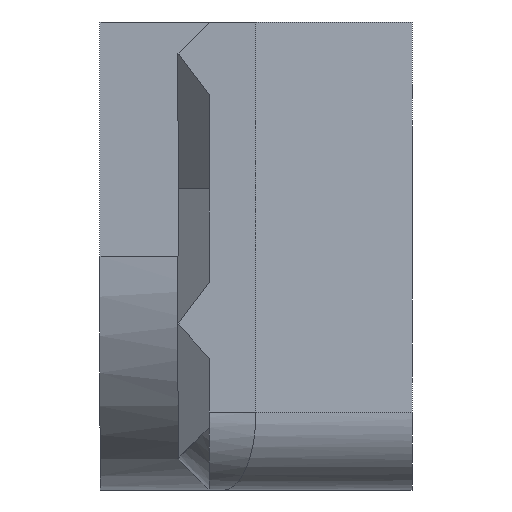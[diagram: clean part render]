
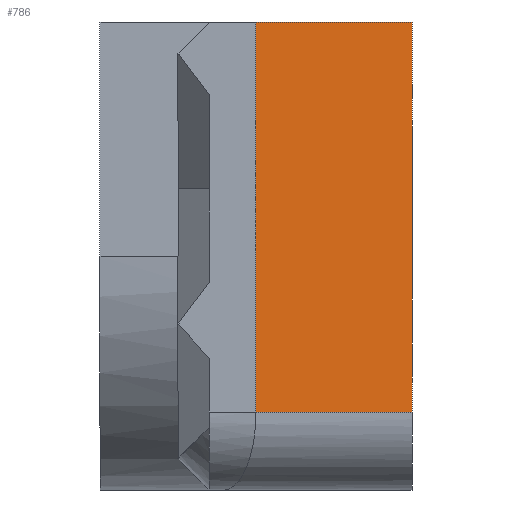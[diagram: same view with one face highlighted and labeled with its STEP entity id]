
A CAD part, left-side view. The second image highlights one B-rep face of the part: STEP entity #786.
In plain terms, the highlighted planar face has unit normal (-0.707, -0.707, 0).
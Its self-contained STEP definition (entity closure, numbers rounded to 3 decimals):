
#39=PLANE('',#864);
#80=FACE_OUTER_BOUND('',#127,.T.);
#127=EDGE_LOOP('',(#607,#608,#609,#610));
#207=LINE('',#1246,#300);
#208=LINE('',#1249,#301);
#209=LINE('',#1251,#302);
#210=LINE('',#1252,#303);
#300=VECTOR('',#999,1000.);
#301=VECTOR('',#1002,1000.);
#302=VECTOR('',#1003,1000.);
#303=VECTOR('',#1004,1000.);
#402=VERTEX_POINT('',#1236);
#405=VERTEX_POINT('',#1244);
#406=VERTEX_POINT('',#1248);
#407=VERTEX_POINT('',#1250);
#482=EDGE_CURVE('',#402,#405,#207,.T.);
#483=EDGE_CURVE('',#405,#406,#208,.T.);
#484=EDGE_CURVE('',#407,#406,#209,.T.);
#485=EDGE_CURVE('',#402,#407,#210,.T.);
#607=ORIENTED_EDGE('',*,*,#482,.T.);
#608=ORIENTED_EDGE('',*,*,#483,.T.);
#609=ORIENTED_EDGE('',*,*,#484,.F.);
#610=ORIENTED_EDGE('',*,*,#485,.F.);
#786=ADVANCED_FACE('',(#80),#39,.F.);
#864=AXIS2_PLACEMENT_3D('',#1247,#1000,#1001);
#999=DIRECTION('',(0.,0.,-1.));
#1000=DIRECTION('center_axis',(0.707,0.707,0.));
#1001=DIRECTION('ref_axis',(-0.707,0.707,0.));
#1002=DIRECTION('',(0.707,-0.707,0.));
#1003=DIRECTION('',(0.,0.,-1.));
#1004=DIRECTION('',(0.707,-0.707,0.));
#1236=CARTESIAN_POINT('',(0.,-0.6,6.));
#1244=CARTESIAN_POINT('',(0.,-0.6,1.));
#1246=CARTESIAN_POINT('',(0.,-0.6,6.));
#1247=CARTESIAN_POINT('Origin',(2.,-2.6,6.));
#1248=CARTESIAN_POINT('',(2.,-2.6,1.));
#1249=CARTESIAN_POINT('',(2.,-2.6,1.));
#1250=CARTESIAN_POINT('',(2.,-2.6,6.));
#1251=CARTESIAN_POINT('',(2.,-2.6,6.));
#1252=CARTESIAN_POINT('',(2.,-2.6,6.));
